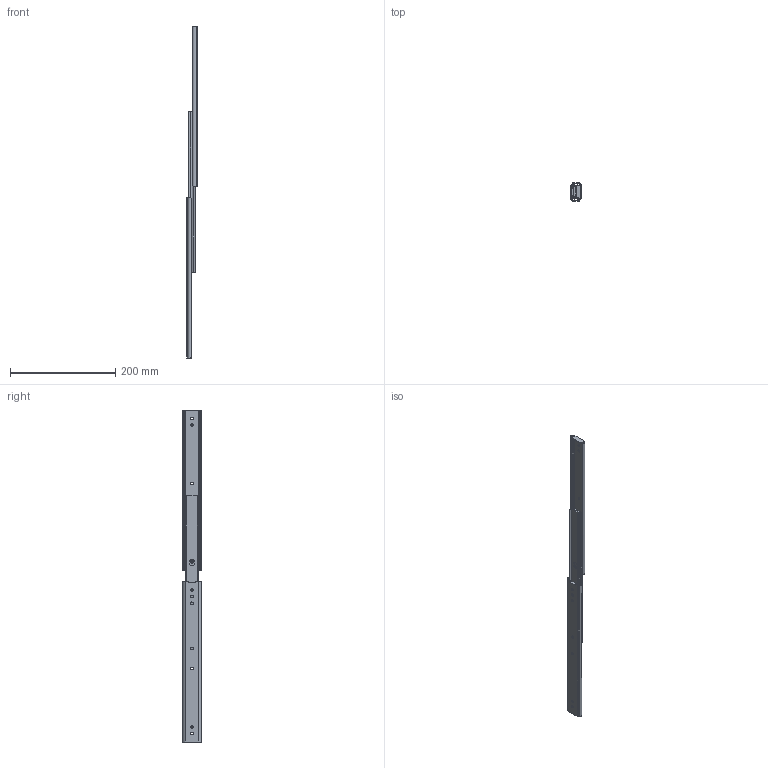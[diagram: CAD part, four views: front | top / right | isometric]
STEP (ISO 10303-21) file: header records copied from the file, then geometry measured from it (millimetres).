
FILE_DESCRIPTION (( 'STEP AP203' ), '1' );
FILE_NAME ('3531-12.STEP', '2020-06-15T06:23:02', ( '' ), ( '' ), 'SwSTEP 2.0', 'SolidWorks 2019', '' );
FILE_SCHEMA (( 'CONFIG_CONTROL_DESIGN' ));
Length unit declared in the file: millimetre
Products named in the file (3): OM-3531-12 ; IM-3531-12 ; 3531-12
Assembly tree (4 placements, depth 2):
  3531-12
    OM-3531-12   x2
    IM-3531-12   x2
Bounding box: 19.2 x 35.3 x 631.1 mm (x, y, z)
Volume: 76487.7 mm3; surface area: 100619.3 mm2
Topology: 4 solids, 4 shells, 234 faces, 674 edges, 448 vertices
Faces by surface type: plane 120, cylinder 114
Entity records: 4426 total; most frequent: CARTESIAN_POINT 873, DIRECTION 679, ORIENTED_EDGE 674, EDGE_CURVE 337, AXIS2_PLACEMENT_3D 234, VERTEX_POINT 224, LINE 211, VECTOR 211
